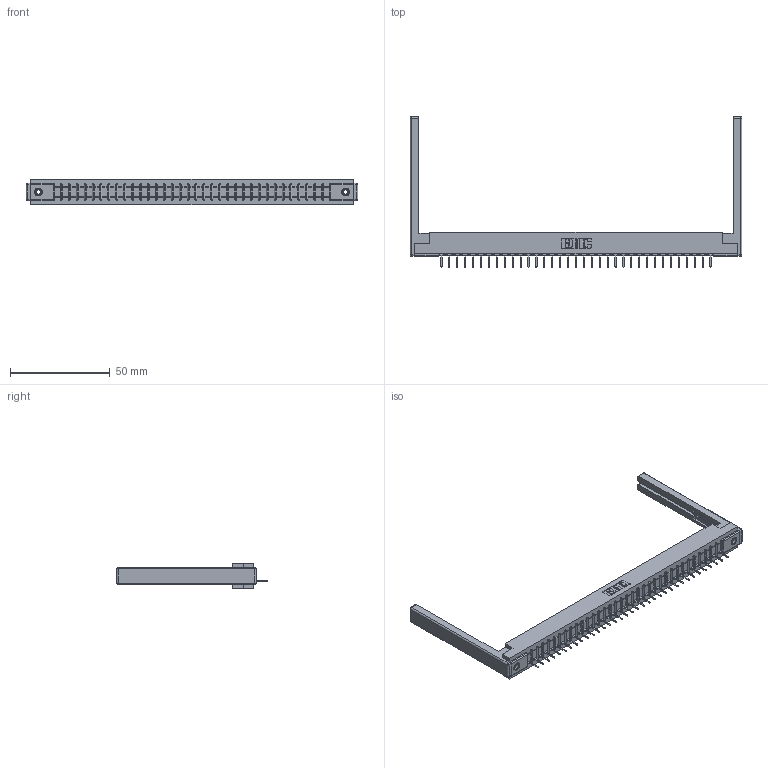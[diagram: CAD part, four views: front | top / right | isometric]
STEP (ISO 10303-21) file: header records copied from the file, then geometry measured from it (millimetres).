
FILE_DESCRIPTION (( 'STEP AP203' ), '1' );
FILE_NAME ('307-035-531-168.STEP', '2019-09-04T03:06:28', ( '' ), ( '' ), 'SwSTEP 2.0', 'SolidWorks 2016', '' );
FILE_SCHEMA (( 'CONFIG_CONTROL_DESIGN' ));
Length unit declared in the file: inch
Products named in the file (5): 307-290-001_531; 345-250-001_345-250-001-102; 307-220-068; 307 Part_.156 Dia Mounting Holes; 307-035-531-168
Assembly tree (40 placements, depth 2):
  307-035-531-168
    307 Part_.156 Dia Mounting Holes
    307-290-001_531  x35
    307-220-068  x2
    345-250-001_345-250-001-102  x2
Bounding box: 166.12 x 75.39 x 12.7 mm (x, y, z)
Volume: 21532.6 mm3; surface area: 21743 mm2
Topology: 40 solids, 40 shells, 2268 faces, 6383 edges, 4090 vertices
Faces by surface type: plane 1453, cylinder 719, sphere 80, cone 12, torus 4
Entity records: 33595 total; most frequent: CARTESIAN_POINT 5621, ORIENTED_EDGE 5596, DIRECTION 5488, EDGE_CURVE 2798, LINE 2142, VECTOR 2142, VERTEX_POINT 1806, AXIS2_PLACEMENT_3D 1673
